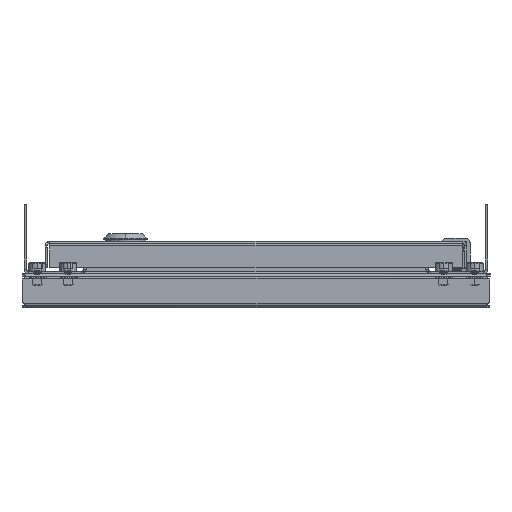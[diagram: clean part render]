
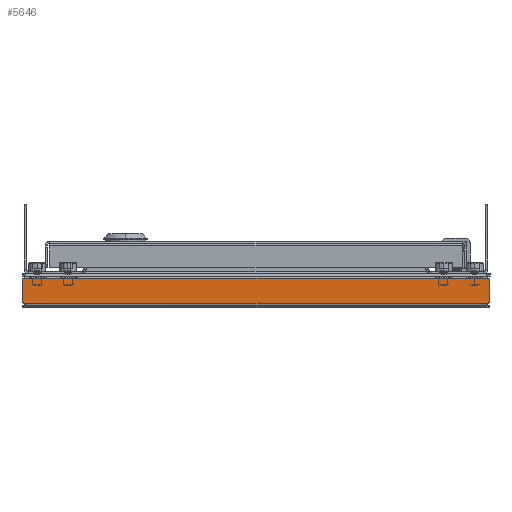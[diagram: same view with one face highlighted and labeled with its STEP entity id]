
A CAD part, front view. The second image highlights one B-rep face of the part: STEP entity #5646.
In plain terms, the highlighted face is planar.
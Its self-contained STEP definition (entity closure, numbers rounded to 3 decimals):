
#461 = DIRECTION ( 'NONE',  ( 0., 0., 1. ) ) ;
#497 = CARTESIAN_POINT ( 'NONE',  ( -151.7, -11., 0. ) ) ;
#1373 = EDGE_CURVE ( 'NONE', #43769, #4720, #52539, .T. ) ;
#1600 = CIRCLE ( 'NONE', #17505, 2. ) ;
#4720 = VERTEX_POINT ( 'NONE', #52052 ) ;
#4733 = DIRECTION ( 'NONE',  ( 1., 0., 0. ) ) ;
#5448 = CARTESIAN_POINT ( 'NONE',  ( 151.7, 8., 0. ) ) ;
#5646 = ADVANCED_FACE ( 'NONE', ( #57078 ), #28070, .T. ) ;
#6595 = VECTOR ( 'NONE', #13861, 1000. ) ;
#7494 = VECTOR ( 'NONE', #56956, 1000. ) ;
#8839 = VERTEX_POINT ( 'NONE', #46929 ) ;
#8894 = EDGE_CURVE ( 'NONE', #30431, #8839, #44427, .T. ) ;
#9490 = DIRECTION ( 'NONE',  ( 1., 0., 0. ) ) ;
#10828 = VERTEX_POINT ( 'NONE', #59620 ) ;
#11301 = VERTEX_POINT ( 'NONE', #60757 ) ;
#12427 = CARTESIAN_POINT ( 'NONE',  ( 151.7, -9.596, 0. ) ) ;
#13861 = DIRECTION ( 'NONE',  ( 1., 0., 0. ) ) ;
#14310 = DIRECTION ( 'NONE',  ( 0., 0., 1. ) ) ;
#14514 = ORIENTED_EDGE ( 'NONE', *, *, #1373, .T. ) ;
#14519 = EDGE_CURVE ( 'NONE', #11301, #44765, #61304, .T. ) ;
#14626 = AXIS2_PLACEMENT_3D ( 'NONE', #18752, #60877, #4733 ) ;
#15596 = CARTESIAN_POINT ( 'NONE',  ( 151.7, 9.596, 0. ) ) ;
#15833 = VERTEX_POINT ( 'NONE', #38918 ) ;
#17369 = EDGE_CURVE ( 'NONE', #15833, #10828, #50528, .T. ) ;
#17505 = AXIS2_PLACEMENT_3D ( 'NONE', #27917, #461, #9490 ) ;
#18692 = CARTESIAN_POINT ( 'NONE',  ( 0., 0., 0. ) ) ;
#18752 = CARTESIAN_POINT ( 'NONE',  ( -151.7, -9.596, 0. ) ) ;
#19448 = DIRECTION ( 'NONE',  ( 0., 1., 0. ) ) ;
#20055 = CARTESIAN_POINT ( 'NONE',  ( 151.7, -11., 0. ) ) ;
#21164 = AXIS2_PLACEMENT_3D ( 'NONE', #18692, #14310, #28393 ) ;
#21506 = CARTESIAN_POINT ( 'NONE',  ( 150.495, -8., 0. ) ) ;
#21926 = CARTESIAN_POINT ( 'NONE',  ( 150.495, 8., 0. ) ) ;
#22892 = ORIENTED_EDGE ( 'NONE', *, *, #60454, .F. ) ;
#27095 = DIRECTION ( 'NONE',  ( 1., 0., 0. ) ) ;
#27917 = CARTESIAN_POINT ( 'NONE',  ( -151.7, 9.596, 0. ) ) ;
#28070 = PLANE ( 'NONE',  #21164 ) ;
#28242 = CARTESIAN_POINT ( 'NONE',  ( -151.7, -8., 0. ) ) ;
#28393 = DIRECTION ( 'NONE',  ( 1., 0., 0. ) ) ;
#30285 = VECTOR ( 'NONE', #39726, 1000. ) ;
#30431 = VERTEX_POINT ( 'NONE', #21926 ) ;
#30843 = DIRECTION ( 'NONE',  ( 0., 0., 1. ) ) ;
#31165 = EDGE_CURVE ( 'NONE', #11301, #10828, #38564, .T. ) ;
#33204 = EDGE_CURVE ( 'NONE', #30431, #4720, #54343, .T. ) ;
#34435 = AXIS2_PLACEMENT_3D ( 'NONE', #15596, #44338, #52756 ) ;
#37226 = EDGE_LOOP ( 'NONE', ( #14514, #40182, #56260, #22892, #41744, #39715, #53467, #42553 ) ) ;
#38564 = CIRCLE ( 'NONE', #14626, 2. ) ;
#38918 = CARTESIAN_POINT ( 'NONE',  ( -151.7, 7.596, 0. ) ) ;
#39715 = ORIENTED_EDGE ( 'NONE', *, *, #31165, .F. ) ;
#39726 = DIRECTION ( 'NONE',  ( -1., 0., 0. ) ) ;
#40182 = ORIENTED_EDGE ( 'NONE', *, *, #33204, .F. ) ;
#41281 = AXIS2_PLACEMENT_3D ( 'NONE', #12427, #30843, #27095 ) ;
#41744 = ORIENTED_EDGE ( 'NONE', *, *, #17369, .T. ) ;
#42553 = ORIENTED_EDGE ( 'NONE', *, *, #52830, .F. ) ;
#43254 = CIRCLE ( 'NONE', #41281, 2. ) ;
#43769 = VERTEX_POINT ( 'NONE', #59781 ) ;
#44338 = DIRECTION ( 'NONE',  ( 0., 0., 1. ) ) ;
#44427 = LINE ( 'NONE', #5448, #30285 ) ;
#44765 = VERTEX_POINT ( 'NONE', #21506 ) ;
#46929 = CARTESIAN_POINT ( 'NONE',  ( -150.495, 8., 0. ) ) ;
#50528 = LINE ( 'NONE', #497, #7494 ) ;
#52052 = CARTESIAN_POINT ( 'NONE',  ( 151.7, 7.596, 0. ) ) ;
#52539 = LINE ( 'NONE', #20055, #56229 ) ;
#52756 = DIRECTION ( 'NONE',  ( 1., 0., 0. ) ) ;
#52830 = EDGE_CURVE ( 'NONE', #43769, #44765, #43254, .T. ) ;
#53467 = ORIENTED_EDGE ( 'NONE', *, *, #14519, .T. ) ;
#54343 = CIRCLE ( 'NONE', #34435, 2. ) ;
#56229 = VECTOR ( 'NONE', #19448, 1000. ) ;
#56260 = ORIENTED_EDGE ( 'NONE', *, *, #8894, .T. ) ;
#56956 = DIRECTION ( 'NONE',  ( 0., -1., 0. ) ) ;
#57078 = FACE_OUTER_BOUND ( 'NONE', #37226, .T. ) ;
#59620 = CARTESIAN_POINT ( 'NONE',  ( -151.7, -7.596, 0. ) ) ;
#59781 = CARTESIAN_POINT ( 'NONE',  ( 151.7, -7.596, 0. ) ) ;
#60454 = EDGE_CURVE ( 'NONE', #15833, #8839, #1600, .T. ) ;
#60757 = CARTESIAN_POINT ( 'NONE',  ( -150.495, -8., 0. ) ) ;
#60877 = DIRECTION ( 'NONE',  ( 0., 0., 1. ) ) ;
#61304 = LINE ( 'NONE', #28242, #6595 ) ;
